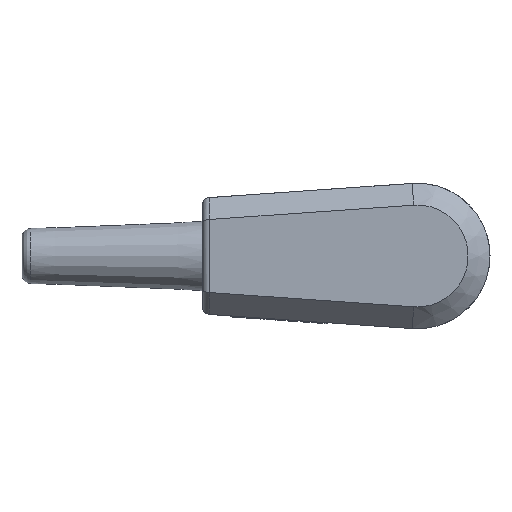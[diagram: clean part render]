
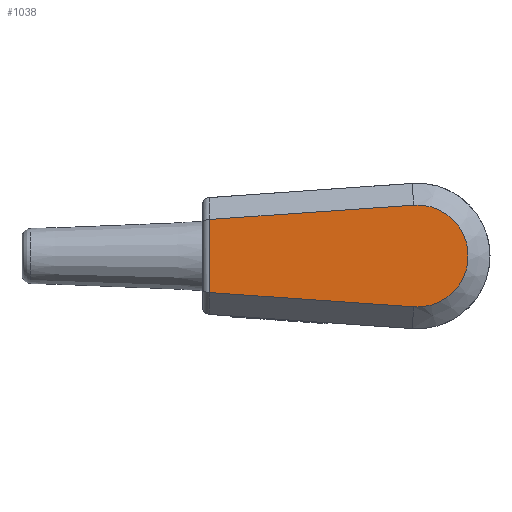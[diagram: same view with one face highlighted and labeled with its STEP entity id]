
A CAD part, left-side view. The second image highlights one B-rep face of the part: STEP entity #1038.
In plain terms, the highlighted planar face has unit normal (-1, 0, 0).
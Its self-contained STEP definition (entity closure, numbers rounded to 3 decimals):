
#721=CIRCLE('',#5427,7.);
#1038=ADVANCED_FACE('4-0-6',(#1473),#1270,.T.);
#1270=PLANE('',#5428);
#1473=FACE_OUTER_BOUND('',#1723,.T.);
#1723=EDGE_LOOP('',(#2500,#2501,#2502,#2503));
#2500=ORIENTED_EDGE('',*,*,#4055,.T.);
#2501=ORIENTED_EDGE('',*,*,#4056,.T.);
#2502=ORIENTED_EDGE('',*,*,#4057,.T.);
#2503=ORIENTED_EDGE('',*,*,#4058,.T.);
#3493=VERTEX_POINT('',#7812);
#3494=VERTEX_POINT('',#7813);
#3495=VERTEX_POINT('',#7815);
#3496=VERTEX_POINT('',#7817);
#4055=EDGE_CURVE('',#3493,#3494,#4634,.T.);
#4056=EDGE_CURVE('',#3494,#3495,#4635,.T.);
#4057=EDGE_CURVE('',#3495,#3496,#721,.T.);
#4058=EDGE_CURVE('',#3496,#3493,#4636,.T.);
#4634=LINE('',#7811,#5070);
#4635=LINE('',#7814,#5071);
#4636=LINE('',#7818,#5072);
#5070=VECTOR('',#6309,1.);
#5071=VECTOR('',#6310,1.);
#5072=VECTOR('',#6313,1.);
#5427=AXIS2_PLACEMENT_3D('',#7816,#6311,#6312);
#5428=AXIS2_PLACEMENT_3D('',#7819,#6314,#6315);
#6309=DIRECTION('',(0.,0.,-1.));
#6310=DIRECTION('',(0.,-0.998,-0.07));
#6311=DIRECTION('',(-1.,0.,0.));
#6312=DIRECTION('',(0.,0.07,-0.998));
#6313=DIRECTION('',(0.,0.998,-0.07));
#6314=DIRECTION('',(-1.,0.,0.));
#6315=DIRECTION('',(0.,0.,-1.));
#7811=CARTESIAN_POINT('',(-7.6,28.561,4.917));
#7812=CARTESIAN_POINT('',(-7.6,28.561,4.917));
#7813=CARTESIAN_POINT('',(-7.6,28.561,-5.131));
#7814=CARTESIAN_POINT('',(-7.6,28.561,-5.131));
#7815=CARTESIAN_POINT('',(-7.6,0.549,-7.09));
#7816=CARTESIAN_POINT('',(-7.6,0.061,-0.107));
#7817=CARTESIAN_POINT('',(-7.6,0.549,6.876));
#7818=CARTESIAN_POINT('',(-7.6,0.549,6.876));
#7819=CARTESIAN_POINT('',(-7.6,31.536,7.746));
